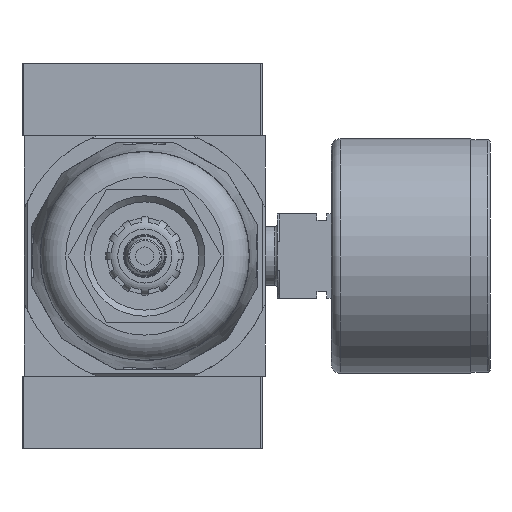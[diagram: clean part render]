
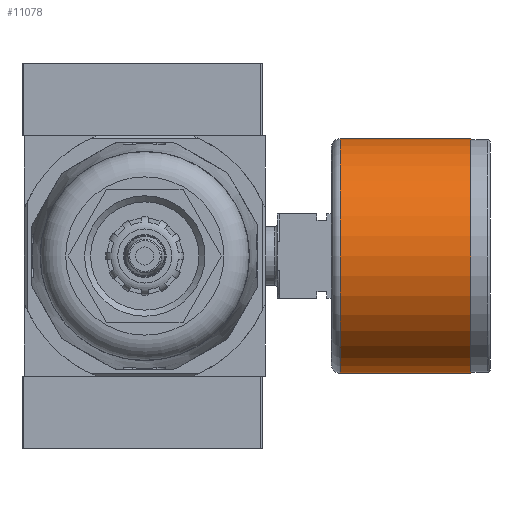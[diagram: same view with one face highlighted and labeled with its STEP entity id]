
A CAD part, front view. The second image highlights one B-rep face of the part: STEP entity #11078.
In plain terms, the highlighted cylindrical face has radius 19.5 mm (diameter 39 mm), a full revolution.
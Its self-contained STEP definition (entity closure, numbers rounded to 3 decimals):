
#212=CYLINDRICAL_SURFACE('',#11956,19.5);
#3507=ORIENTED_EDGE('',*,*,#5316,.F.);
#3508=ORIENTED_EDGE('',*,*,#5317,.T.);
#5316=EDGE_CURVE('',#6362,#6362,#6985,.T.);
#5317=EDGE_CURVE('',#6363,#6363,#6986,.T.);
#6362=VERTEX_POINT('',#17373);
#6363=VERTEX_POINT('',#17376);
#6985=CIRCLE('',#11955,19.5);
#6986=CIRCLE('',#11957,19.5);
#7583=EDGE_LOOP('',(#3507));
#7584=EDGE_LOOP('',(#3508));
#8317=FACE_BOUND('',#7583,.T.);
#8318=FACE_BOUND('',#7584,.T.);
#11078=ADVANCED_FACE('',(#8317,#8318),#212,.T.);
#11955=AXIS2_PLACEMENT_3D('',#17372,#13988,#13989);
#11956=AXIS2_PLACEMENT_3D('',#17374,#13990,#13991);
#11957=AXIS2_PLACEMENT_3D('',#17375,#13992,#13993);
#13988=DIRECTION('',(1.,0.,0.));
#13989=DIRECTION('',(0.,0.,-1.));
#13990=DIRECTION('',(1.,0.,0.));
#13991=DIRECTION('',(0.,0.,-1.));
#13992=DIRECTION('',(1.,0.,0.));
#13993=DIRECTION('',(0.,0.,-1.));
#17372=CARTESIAN_POINT('',(-3.2,0.,0.));
#17373=CARTESIAN_POINT('',(-3.2,0.,-19.5));
#17374=CARTESIAN_POINT('',(0.,0.,0.));
#17375=CARTESIAN_POINT('',(-24.85,0.,0.));
#17376=CARTESIAN_POINT('',(-24.85,0.,-19.5));
